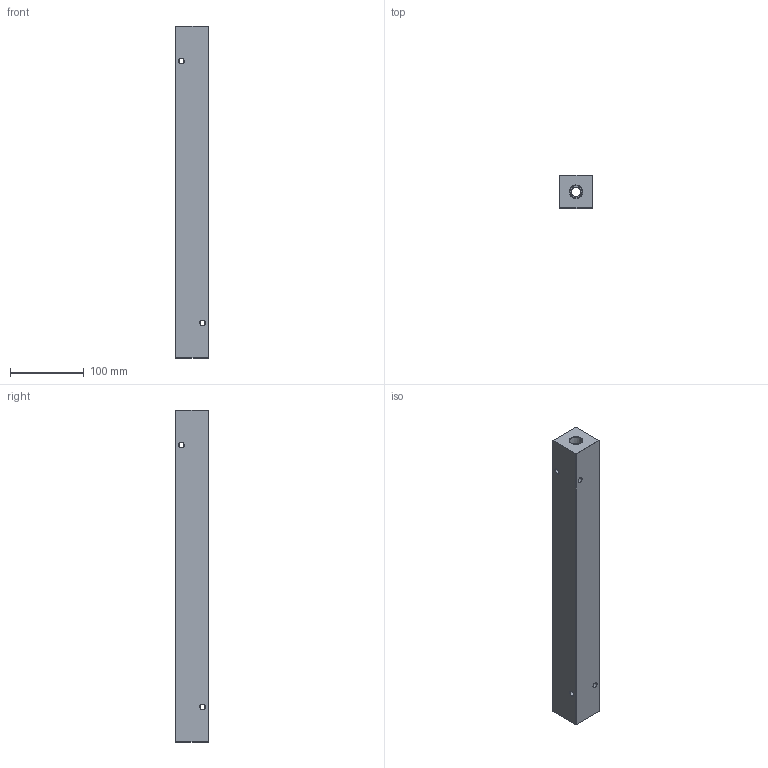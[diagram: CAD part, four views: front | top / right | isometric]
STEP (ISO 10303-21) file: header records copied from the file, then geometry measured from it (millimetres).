
FILE_DESCRIPTION (( 'STEP AP203' ), '1' );
FILE_NAME ('HM-10-90-P-6-6.STEP', '2020-10-30T13:13:46', ( '' ), ( '' ), 'SwSTEP 2.0', 'SolidWorks 2019', '' );
FILE_SCHEMA (( 'CONFIG_CONTROL_DESIGN' ));
Length unit declared in the file: inch
Products named in the file (1): HM-10-90-P-6-6
Bounding box: 44.45 x 44.45 x 450.85 mm (x, y, z)
Volume: 759706.9 mm3; surface area: 117473.4 mm2
Topology: 1 solids, 1 shells, 625 faces, 1639 edges, 1062 vertices
Faces by surface type: plane 298, bspline 195, cylinder 68, cone 64
Entity records: 29894 total; most frequent: CARTESIAN_POINT 15638, ORIENTED_EDGE 3278, DIRECTION 2287, EDGE_CURVE 1639, VERTEX_POINT 1062, LINE 921, VECTOR 921, EDGE_LOOP 725
